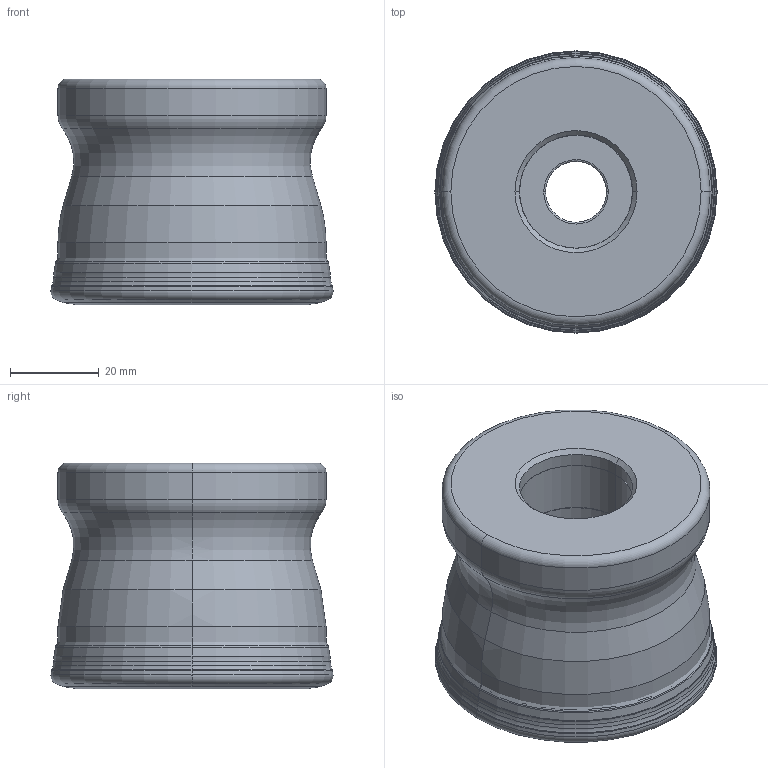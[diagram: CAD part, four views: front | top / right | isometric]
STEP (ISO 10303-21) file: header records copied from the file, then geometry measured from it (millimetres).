
FILE_DESCRIPTION(/* description */ (''),/* implementation_level */ '2;1');
FILE_NAME(/* name */ 'AJXU14R2503C_IR0_079.stp',/* time_stamp */ '2023-03-06T11:28:44+09:00',/* author */ (''),/* organization */ (''),/* preprocessor_version */ 'ST-DEVELOPER v16',/* originating_system */ 'SIEMENS PLM Software NX 10.0',/* authorisation */ '');
FILE_SCHEMA (('AUTOMOTIVE_DESIGN { 1 0 10303 214 3 1 1 1 }'));
Length unit declared in the file: millimetre
Products named in the file (1): AJXU14R2503C_IR0_079_ASM_3_ASM
Bounding box: 63.5 x 63.5 x 50.8 mm (x, y, z)
Volume: 137338.3 mm3; surface area: 25281.3 mm2
Topology: 2 solids, 2 shells, 151 faces, 373 edges, 273 vertices
Faces by surface type: torus 64, revolution 34, cone 24, cylinder 16, plane 7, bspline 6
Entity records: 5429 total; most frequent: CARTESIAN_POINT 1634, DIRECTION 855, ORIENTED_EDGE 660, AXIS2_PLACEMENT_3D 389, EDGE_CURVE 330, CIRCLE 270, VERTEX_POINT 186, EDGE_LOOP 158
